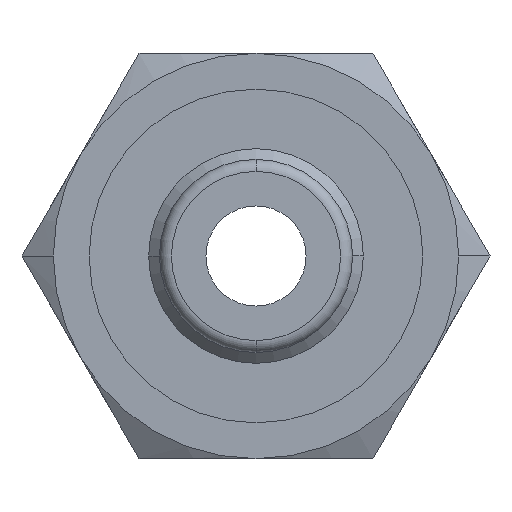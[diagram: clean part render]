
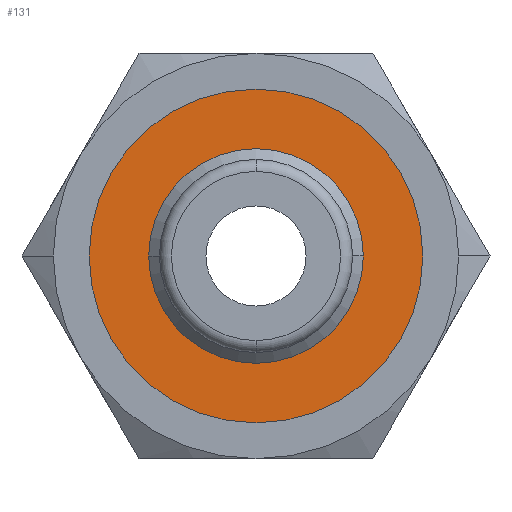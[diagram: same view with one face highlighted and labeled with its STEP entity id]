
A CAD part, front view. The second image highlights one B-rep face of the part: STEP entity #131.
In plain terms, the highlighted planar face has unit normal (0, -1, 0).
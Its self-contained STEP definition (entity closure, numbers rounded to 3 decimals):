
#131=ADVANCED_FACE('',(#280,#281),#282,.T.);
#280=FACE_OUTER_BOUND('',#445,.T.);
#281=FACE_BOUND('',#446,.T.);
#282=PLANE('',#447);
#445=EDGE_LOOP('',(#749,#750));
#446=EDGE_LOOP('',(#751,#752));
#447=AXIS2_PLACEMENT_3D('',#753,#754,#755);
#749=ORIENTED_EDGE('',*,*,#1054,.T.);
#750=ORIENTED_EDGE('',*,*,#1055,.T.);
#751=ORIENTED_EDGE('',*,*,#1014,.F.);
#752=ORIENTED_EDGE('',*,*,#1056,.F.);
#753=CARTESIAN_POINT('',(0.0,14.0,0.0));
#754=DIRECTION('',(0.0,-1.0,0.0));
#755=DIRECTION('',(-1.0,0.0,0.0));
#1014=EDGE_CURVE('',#1219,#1217,#1221,.T.);
#1054=EDGE_CURVE('',#1272,#1273,#1274,.T.);
#1055=EDGE_CURVE('',#1273,#1272,#1275,.T.);
#1056=EDGE_CURVE('',#1217,#1219,#1276,.T.);
#1217=VERTEX_POINT('',#1634);
#1219=VERTEX_POINT('',#1637);
#1221=CIRCLE('',#1640,4.5);
#1272=VERTEX_POINT('',#1764);
#1273=VERTEX_POINT('',#1765);
#1274=CIRCLE('',#1766,7.0);
#1275=CIRCLE('',#1767,7.0);
#1276=CIRCLE('',#1768,4.5);
#1634=CARTESIAN_POINT('',(4.5,14.0,0.));
#1637=CARTESIAN_POINT('',(-4.5,14.0,0.));
#1640=AXIS2_PLACEMENT_3D('',#1930,#1931,#1932);
#1764=CARTESIAN_POINT('',(7.0,14.0,0.0));
#1765=CARTESIAN_POINT('',(-7.0,14.0,0.));
#1766=AXIS2_PLACEMENT_3D('',#1979,#1980,#1981);
#1767=AXIS2_PLACEMENT_3D('',#1982,#1983,#1984);
#1768=AXIS2_PLACEMENT_3D('',#1985,#1986,#1987);
#1930=CARTESIAN_POINT('',(0.0,14.0,0.0));
#1931=DIRECTION('',(0.0,-1.0,0.0));
#1932=DIRECTION('',(1.0,0.0,0.0));
#1979=CARTESIAN_POINT('',(0.0,14.0,0.0));
#1980=DIRECTION('',(0.0,-1.0,0.0));
#1981=DIRECTION('',(1.0,0.0,0.0));
#1982=CARTESIAN_POINT('',(0.0,14.0,0.0));
#1983=DIRECTION('',(0.0,-1.0,0.0));
#1984=DIRECTION('',(1.0,0.0,0.0));
#1985=CARTESIAN_POINT('',(0.0,14.0,0.0));
#1986=DIRECTION('',(0.0,-1.0,0.0));
#1987=DIRECTION('',(1.0,0.0,0.0));
